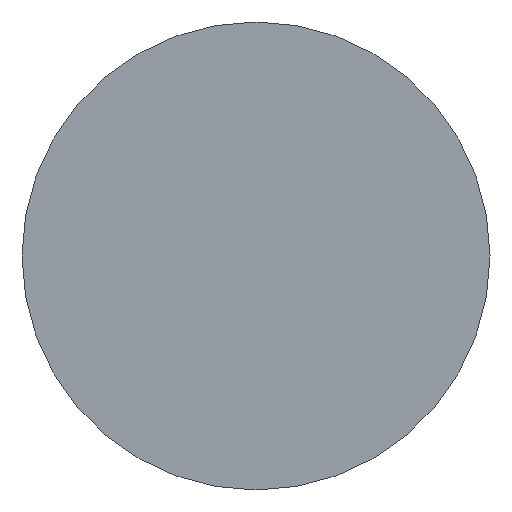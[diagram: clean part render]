
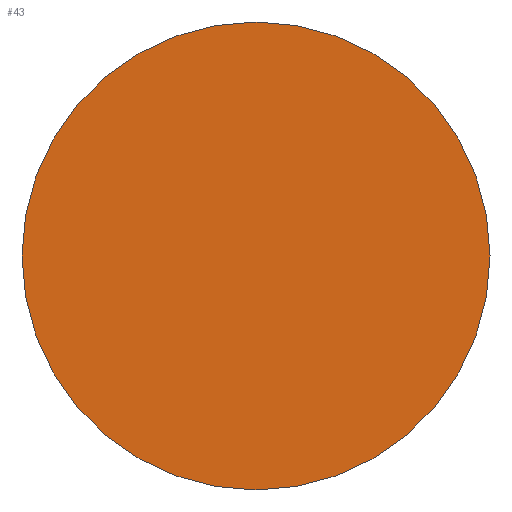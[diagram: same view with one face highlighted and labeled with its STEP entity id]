
A CAD part, top view. The second image highlights one B-rep face of the part: STEP entity #43.
In plain terms, the highlighted planar face has unit normal (0, 0, 1).
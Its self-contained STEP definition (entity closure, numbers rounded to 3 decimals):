
#43=ADVANCED_FACE('',(#48),#46,.F.);
#46=PLANE('',#82);
#48=FACE_OUTER_BOUND('',#50,.T.);
#50=EDGE_LOOP('',(#54));
#54=ORIENTED_EDGE('',*,*,#60,.F.);
#58=VERTEX_POINT('',#106);
#60=EDGE_CURVE('',#58,#58,#62,.T.);
#62=CIRCLE('',#81,4.);
#81=AXIS2_PLACEMENT_3D('',#105,#92,#93);
#82=AXIS2_PLACEMENT_3D('',#107,#94,#95);
#92=DIRECTION('',(0.,0.,-1.));
#93=DIRECTION('',(-1.,0.,0.));
#94=DIRECTION('',(0.,0.,-1.));
#95=DIRECTION('',(1.,0.,0.));
#105=CARTESIAN_POINT('',(0.,0.,0.));
#106=CARTESIAN_POINT('',(-4.,0.,0.));
#107=CARTESIAN_POINT('',(0.,0.,0.));
